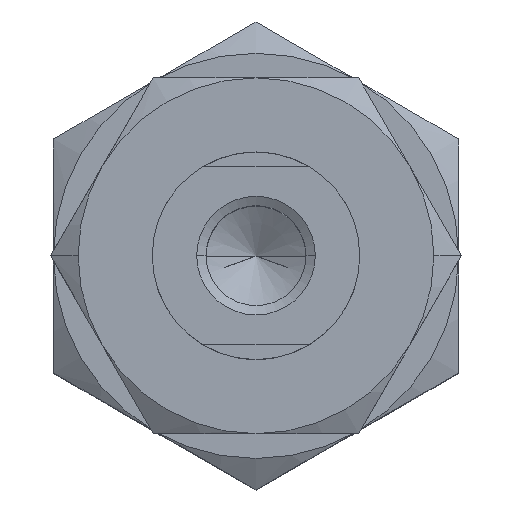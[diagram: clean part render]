
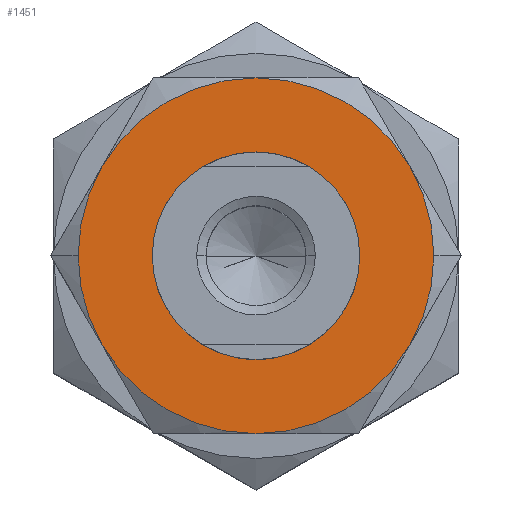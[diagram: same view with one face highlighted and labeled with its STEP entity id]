
A CAD part, top view. The second image highlights one B-rep face of the part: STEP entity #1451.
In plain terms, the highlighted planar face has unit normal (0, 0, 1).
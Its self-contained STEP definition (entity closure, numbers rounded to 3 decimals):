
#663=EDGE_CURVE('',#1417,#1555,#1888,.T.);
#703=VERTEX_POINT('',#1931);
#791=VERTEX_POINT('',#2024);
#813=EDGE_CURVE('',#1181,#1727,#2051,.T.);
#863=EDGE_CURVE('',#703,#1841,#2106,.T.);
#1055=EDGE_CURVE('',#1841,#703,#2326,.T.);
#1073=EDGE_CURVE('',#1823,#1181,#2346,.T.);
#1133=EDGE_CURVE('',#1727,#1151,#2416,.T.);
#1147=EDGE_CURVE('',#1151,#791,#2433,.T.);
#1151=VERTEX_POINT('',#2438);
#1181=VERTEX_POINT('',#2474);
#1201=EDGE_CURVE('',#791,#1405,#2495,.T.);
#1245=EDGE_CURVE('',#1405,#1417,#2544,.T.);
#1261=EDGE_CURVE('',#1555,#1823,#2563,.T.);
#1405=VERTEX_POINT('',#2722);
#1417=VERTEX_POINT('',#2734);
#1451=ADVANCED_FACE('',(#2771,#2772),#2773,.T.);
#1555=VERTEX_POINT('',#2885);
#1727=VERTEX_POINT('',#3072);
#1823=VERTEX_POINT('',#3179);
#1841=VERTEX_POINT('',#3200);
#1888=CIRCLE('',#3265,18.0);
#1931=CARTESIAN_POINT('',(-10.5,0.,-7.5));
#2024=CARTESIAN_POINT('',(0.,-18.0,-7.5));
#2051=CIRCLE('',#3562,18.0);
#2106=CIRCLE('',#3651,10.5);
#2326=CIRCLE('',#4001,10.5);
#2346=CIRCLE('',#4041,18.0);
#2416=CIRCLE('',#4159,18.0);
#2433=CIRCLE('',#4188,18.0);
#2438=CARTESIAN_POINT('',(15.588,-9.0,-7.5));
#2474=CARTESIAN_POINT('',(15.588,9.0,-7.5));
#2495=CIRCLE('',#4295,18.0);
#2544=CIRCLE('',#4386,18.0);
#2563=CIRCLE('',#4406,18.0);
#2722=CARTESIAN_POINT('',(-15.588,-9.0,-7.5));
#2734=CARTESIAN_POINT('',(-18.0,0.,-7.5));
#2771=FACE_OUTER_BOUND('',#4796,.T.);
#2772=FACE_BOUND('',#4797,.T.);
#2773=PLANE('',#4798);
#2885=CARTESIAN_POINT('',(-15.588,9.,-7.5));
#3072=CARTESIAN_POINT('',(18.0,0.,-7.5));
#3179=CARTESIAN_POINT('',(0.,18.0,-7.5));
#3200=CARTESIAN_POINT('',(10.5,0.,-7.5));
#3265=AXIS2_PLACEMENT_3D('',#5650,#5651,#5652);
#3562=AXIS2_PLACEMENT_3D('',#5798,#5799,#5800);
#3651=AXIS2_PLACEMENT_3D('',#5853,#5854,#5855);
#4001=AXIS2_PLACEMENT_3D('',#6146,#6147,#6148);
#4041=AXIS2_PLACEMENT_3D('',#6165,#6166,#6167);
#4159=AXIS2_PLACEMENT_3D('',#6270,#6271,#6272);
#4188=AXIS2_PLACEMENT_3D('',#6302,#6303,#6304);
#4295=AXIS2_PLACEMENT_3D('',#6392,#6393,#6394);
#4386=AXIS2_PLACEMENT_3D('',#6459,#6460,#6461);
#4406=AXIS2_PLACEMENT_3D('',#6484,#6485,#6486);
#4796=EDGE_LOOP('',(#6706,#6707,#6708,#6709,#6710,#6711,#6712,#6713));
#4797=EDGE_LOOP('',(#6714,#6715));
#4798=AXIS2_PLACEMENT_3D('',#6716,#6717,#6718);
#5650=CARTESIAN_POINT('',(0.,0.,-7.5));
#5651=DIRECTION('',(0.,0.,-1.0));
#5652=DIRECTION('',(-1.0,0.,0.));
#5798=CARTESIAN_POINT('',(0.,0.,-7.5));
#5799=DIRECTION('',(0.,0.,-1.0));
#5800=DIRECTION('',(-1.0,0.,0.));
#5853=CARTESIAN_POINT('',(0.,0.,-7.5));
#5854=DIRECTION('',(0.,0.,-1.0));
#5855=DIRECTION('',(-1.0,0.,0.));
#6146=CARTESIAN_POINT('',(0.,0.,-7.5));
#6147=DIRECTION('',(0.,0.,-1.0));
#6148=DIRECTION('',(-1.0,0.,0.));
#6165=CARTESIAN_POINT('',(0.,0.,-7.5));
#6166=DIRECTION('',(0.,0.,-1.0));
#6167=DIRECTION('',(-1.0,0.,0.));
#6270=CARTESIAN_POINT('',(0.,0.,-7.5));
#6271=DIRECTION('',(0.,0.,-1.0));
#6272=DIRECTION('',(-1.0,0.,0.));
#6302=CARTESIAN_POINT('',(0.,0.,-7.5));
#6303=DIRECTION('',(0.,0.,-1.0));
#6304=DIRECTION('',(-1.0,0.,0.));
#6392=CARTESIAN_POINT('',(0.,0.,-7.5));
#6393=DIRECTION('',(0.,0.,-1.0));
#6394=DIRECTION('',(-1.0,0.,0.));
#6459=CARTESIAN_POINT('',(0.,0.,-7.5));
#6460=DIRECTION('',(0.,0.,-1.0));
#6461=DIRECTION('',(-1.0,0.,0.));
#6484=CARTESIAN_POINT('',(0.,0.,-7.5));
#6485=DIRECTION('',(0.,0.,-1.0));
#6486=DIRECTION('',(-1.0,0.,0.));
#6706=ORIENTED_EDGE('',*,*,#1245,.F.);
#6707=ORIENTED_EDGE('',*,*,#1201,.F.);
#6708=ORIENTED_EDGE('',*,*,#1147,.F.);
#6709=ORIENTED_EDGE('',*,*,#1133,.F.);
#6710=ORIENTED_EDGE('',*,*,#813,.F.);
#6711=ORIENTED_EDGE('',*,*,#1073,.F.);
#6712=ORIENTED_EDGE('',*,*,#1261,.F.);
#6713=ORIENTED_EDGE('',*,*,#663,.F.);
#6714=ORIENTED_EDGE('',*,*,#863,.T.);
#6715=ORIENTED_EDGE('',*,*,#1055,.T.);
#6716=CARTESIAN_POINT('',(-14.25,0.,-7.5));
#6717=DIRECTION('',(0.,0.,1.0));
#6718=DIRECTION('',(-1.0,0.,0.));
